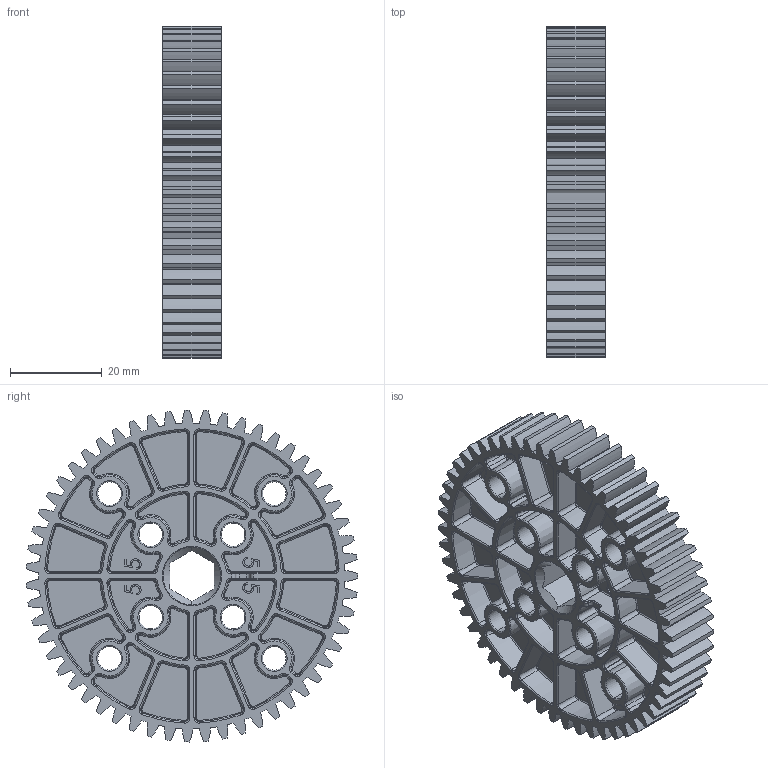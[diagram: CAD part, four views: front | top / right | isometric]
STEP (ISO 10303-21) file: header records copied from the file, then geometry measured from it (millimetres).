
FILE_DESCRIPTION (( 'STEP AP214' ), '1' );
FILE_NAME ('am-5020_55 55T 20DP 14.5PA 0.50 IN FW 0.375 Hex Gear.STEP', '2024-11-18T16:29:01', ( '' ), ( '' ), 'SwSTEP 2.0', 'SolidWorks 2024', '' );
FILE_SCHEMA (( 'AUTOMOTIVE_DESIGN' ));
Products named in the file (1): am-5020_55 55T 20DP 14.5PA 0.50 IN FW 0.375 Hex Gear
Bounding box: 12.7 x 72.36 x 72.38 mm (x, y, z)
Volume: 22112 mm3; surface area: 25146.5 mm2
Topology: 1 solids, 1 shells, 2144 faces, 5212 edges, 3124 vertices
Faces by surface type: torus 916, cylinder 478, cone 444, plane 226, bspline 80
Entity records: 67707 total; most frequent: CARTESIAN_POINT 15248, DIRECTION 12696, ORIENTED_EDGE 10424, AXIS2_PLACEMENT_3D 5608, EDGE_CURVE 5212, CIRCLE 3543, VERTEX_POINT 3124, EDGE_LOOP 2216
